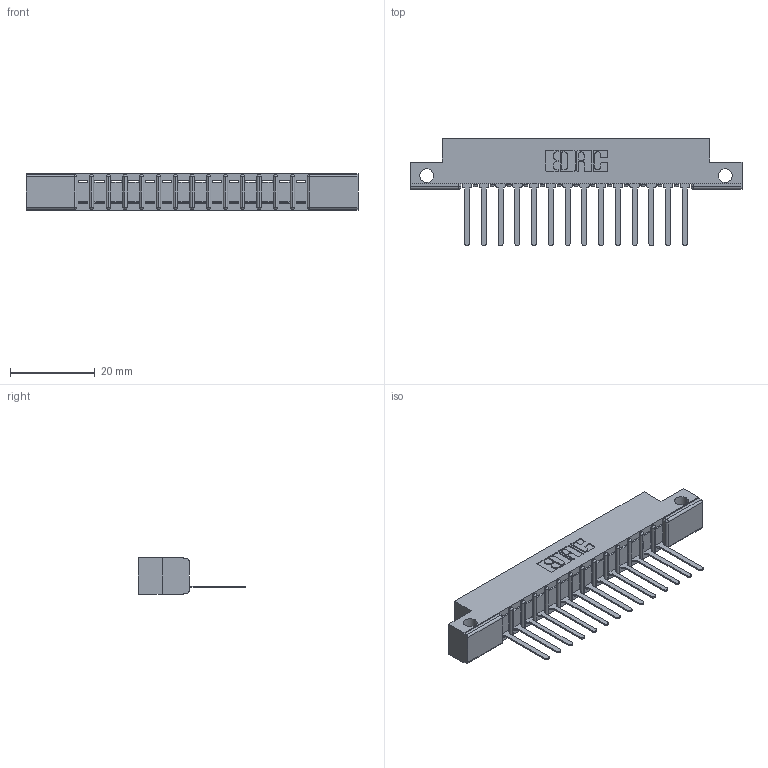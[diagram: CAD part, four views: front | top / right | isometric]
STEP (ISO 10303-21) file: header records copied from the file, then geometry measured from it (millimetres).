
FILE_DESCRIPTION (( 'STEP AP203' ), '1' );
FILE_NAME ('357-014-547-112.STEP', '2019-09-13T20:46:30', ( '' ), ( '' ), 'SwSTEP 2.0', 'SolidWorks 2016', '' );
FILE_SCHEMA (( 'CONFIG_CONTROL_DESIGN' ));
Length unit declared in the file: inch
Products named in the file (3): 357-014-547-112; 307-290-001_547; 307 Part_.128 Dia Side Mounting Holes
Assembly tree (15 placements, depth 2):
  357-014-547-112
    307 Part_.128 Dia Side Mounting Holes
    307-290-001_547  x14
Bounding box: 78.49 x 25.43 x 8.71 mm (x, y, z)
Volume: 4931.7 mm3; surface area: 7386.6 mm2
Topology: 15 solids, 15 shells, 917 faces, 2591 edges, 1666 vertices
Faces by surface type: plane 588, cylinder 299, sphere 30
Entity records: 15424 total; most frequent: CARTESIAN_POINT 2588, ORIENTED_EDGE 2574, DIRECTION 2533, EDGE_CURVE 1287, LINE 975, VECTOR 975, VERTEX_POINT 834, AXIS2_PLACEMENT_3D 779
